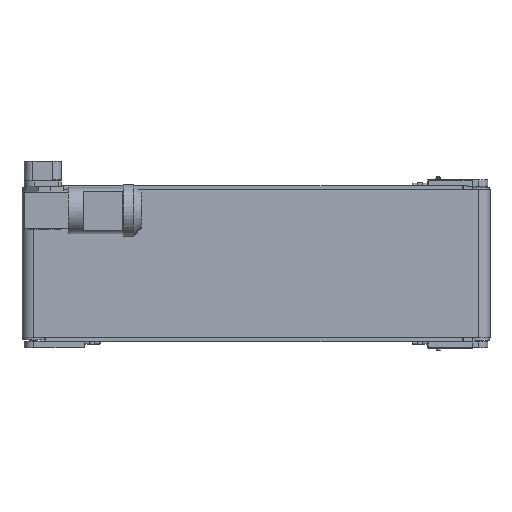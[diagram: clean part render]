
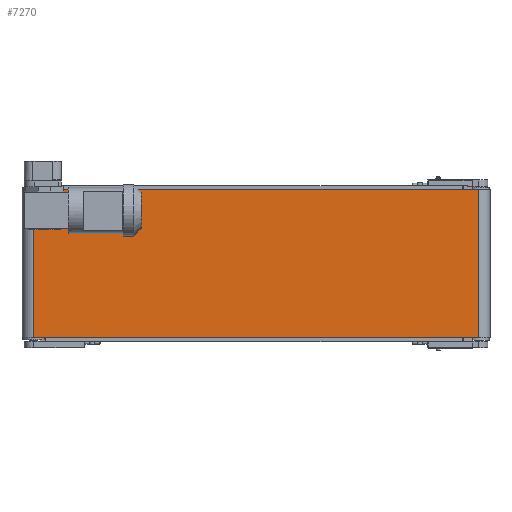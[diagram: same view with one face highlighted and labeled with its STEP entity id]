
A CAD part, front view. The second image highlights one B-rep face of the part: STEP entity #7270.
In plain terms, the highlighted face is planar.
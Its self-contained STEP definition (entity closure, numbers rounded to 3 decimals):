
#781=FACE_OUTER_BOUND('',#1247,.T.);
#1247=EDGE_LOOP('',(#5836,#5837,#5838,#5839));
#1981=LINE('',#11583,#2787);
#1985=LINE('',#11600,#2791);
#1989=LINE('',#11615,#2795);
#1991=LINE('',#11618,#2797);
#2787=VECTOR('',#9407,1.);
#2791=VECTOR('',#9421,1.);
#2795=VECTOR('',#9435,1.);
#2797=VECTOR('',#9439,1.);
#3456=VERTEX_POINT('',#11581);
#3457=VERTEX_POINT('',#11582);
#3464=VERTEX_POINT('',#11598);
#3465=VERTEX_POINT('',#11599);
#4292=EDGE_CURVE('',#3456,#3457,#1981,.T.);
#4300=EDGE_CURVE('',#3464,#3465,#1985,.T.);
#4308=EDGE_CURVE('',#3456,#3464,#1989,.T.);
#4310=EDGE_CURVE('',#3457,#3465,#1991,.T.);
#5836=ORIENTED_EDGE('',*,*,#4300,.T.);
#5837=ORIENTED_EDGE('',*,*,#4310,.F.);
#5838=ORIENTED_EDGE('',*,*,#4292,.F.);
#5839=ORIENTED_EDGE('',*,*,#4308,.T.);
#6939=PLANE('',#8063);
#7270=ADVANCED_FACE('',(#781),#6939,.F.);
#8063=AXIS2_PLACEMENT_3D('',#11617,#9437,#9438);
#9407=DIRECTION('',(-1.,0.,0.));
#9421=DIRECTION('',(-1.,0.,0.));
#9435=DIRECTION('',(0.,0.,-1.));
#9437=DIRECTION('center_axis',(0.,-1.,0.));
#9438=DIRECTION('ref_axis',(0.,0.,-1.));
#9439=DIRECTION('',(0.,0.,-1.));
#11581=CARTESIAN_POINT('',(570.,30.,190.));
#11582=CARTESIAN_POINT('',(-570.,30.,190.));
#11583=CARTESIAN_POINT('',(570.,30.,190.));
#11598=CARTESIAN_POINT('',(570.,30.,-190.));
#11599=CARTESIAN_POINT('',(-570.,30.,-190.));
#11600=CARTESIAN_POINT('',(570.,30.,-190.));
#11615=CARTESIAN_POINT('',(570.,30.,190.));
#11617=CARTESIAN_POINT('Origin',(570.,30.,190.));
#11618=CARTESIAN_POINT('',(-570.,30.,190.));
